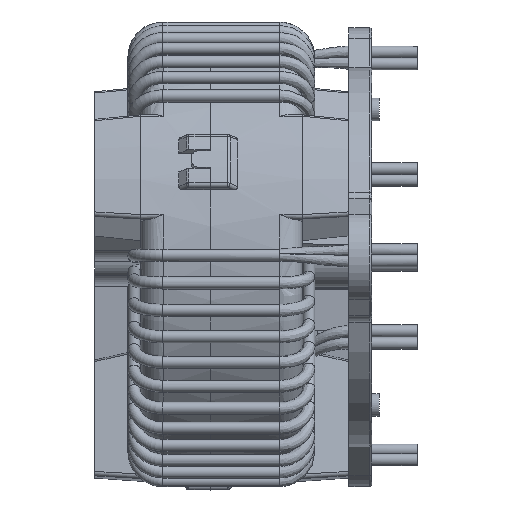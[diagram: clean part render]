
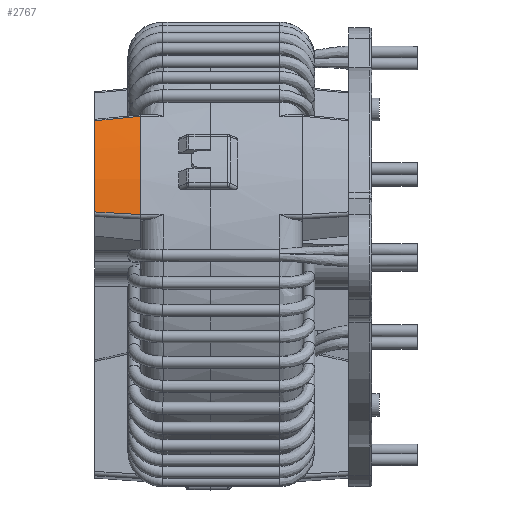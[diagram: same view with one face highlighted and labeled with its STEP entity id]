
A CAD part, left-side view. The second image highlights one B-rep face of the part: STEP entity #2767.
In plain terms, the highlighted conical face has half-angle 4 degrees and reference radius 29.34 mm.
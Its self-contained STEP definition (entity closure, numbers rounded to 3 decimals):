
#2767 = ADVANCED_FACE( '', ( #5797 ), #5798, .T. );
#5797 = FACE_OUTER_BOUND( '', #14862, .T. );
#5798 = CONICAL_SURFACE( '', #14863, 29.34, 0.07 );
#14862 = EDGE_LOOP( '', ( #24711, #24712, #24713, #24714 ) );
#14863 = AXIS2_PLACEMENT_3D( '', #24715, #24716, #24717 );
#24711 = ORIENTED_EDGE( '', *, *, #27118, .F. );
#24712 = ORIENTED_EDGE( '', *, *, #27017, .F. );
#24713 = ORIENTED_EDGE( '', *, *, #27961, .T. );
#24714 = ORIENTED_EDGE( '', *, *, #27603, .F. );
#24715 = CARTESIAN_POINT( '', ( 0., -3., 0. ) );
#24716 = DIRECTION( '', ( 0., 1., 0. ) );
#24717 = DIRECTION( '', ( 1., 0., 0. ) );
#27017 = EDGE_CURVE( '', #30921, #30922, #30923, .T. );
#27118 = EDGE_CURVE( '', #30922, #31081, #31097, .T. );
#27603 = EDGE_CURVE( '', #31081, #31926, #31927, .T. );
#27961 = EDGE_CURVE( '', #30921, #31926, #32504, .T. );
#30921 = VERTEX_POINT( '', #36921 );
#30922 = VERTEX_POINT( '', #36922 );
#30923 = B_SPLINE_CURVE_WITH_KNOTS( '', 3, ( #36923, #36924, #36925, #36926, #36927, #36928, #36929 ), .UNSPECIFIED., .F., .F., ( 4, 1, 1, 1, 4 ), ( 0., 0.25, 0.5, 0.754, 1. ), .UNSPECIFIED. );
#31081 = VERTEX_POINT( '', #37211 );
#31097 = CIRCLE( '', #37232, 29.55 );
#31926 = VERTEX_POINT( '', #38519 );
#31927 = B_SPLINE_CURVE_WITH_KNOTS( '', 3, ( #38520, #38521, #38522, #38523, #38524, #38525, #38526 ), .UNSPECIFIED., .F., .F., ( 4, 1, 1, 1, 4 ), ( 0., 0.246, 0.5, 0.75, 1. ), .UNSPECIFIED. );
#32504 = CIRCLE( '', #39432, 29.13 );
#36921 = CARTESIAN_POINT( '', ( -8.438, -6., -27.882 ) );
#36922 = CARTESIAN_POINT( '', ( -8.138, 0., -28.407 ) );
#36923 = CARTESIAN_POINT( '', ( -8.438, -6., -27.882 ) );
#36924 = CARTESIAN_POINT( '', ( -8.413, -5.5, -27.926 ) );
#36925 = CARTESIAN_POINT( '', ( -8.362, -4.499, -28.014 ) );
#36926 = CARTESIAN_POINT( '', ( -8.287, -2.99, -28.146 ) );
#36927 = CARTESIAN_POINT( '', ( -8.214, -1.49, -28.277 ) );
#36928 = CARTESIAN_POINT( '', ( -8.163, -0.491, -28.364 ) );
#36929 = CARTESIAN_POINT( '', ( -8.138, 0., -28.408 ) );
#37211 = CARTESIAN_POINT( '', ( -20.533, 0., -21.251 ) );
#37232 = AXIS2_PLACEMENT_3D( '', #44314, #44315, #44316 );
#38519 = CARTESIAN_POINT( '', ( -19.927, -6., -21.249 ) );
#38520 = CARTESIAN_POINT( '', ( -20.533, 0., -21.251 ) );
#38521 = CARTESIAN_POINT( '', ( -20.483, -0.491, -21.251 ) );
#38522 = CARTESIAN_POINT( '', ( -20.381, -1.49, -21.252 ) );
#38523 = CARTESIAN_POINT( '', ( -20.231, -2.99, -21.25 ) );
#38524 = CARTESIAN_POINT( '', ( -20.08, -4.499, -21.248 ) );
#38525 = CARTESIAN_POINT( '', ( -19.978, -5.5, -21.248 ) );
#38526 = CARTESIAN_POINT( '', ( -19.927, -6., -21.249 ) );
#39432 = AXIS2_PLACEMENT_3D( '', #45461, #45462, #45463 );
#44314 = CARTESIAN_POINT( '', ( 0., 0., 0. ) );
#44315 = DIRECTION( '', ( 0., 1., 0. ) );
#44316 = DIRECTION( '', ( -0.275, 0., -0.961 ) );
#45461 = CARTESIAN_POINT( '', ( 0., -6., 0. ) );
#45462 = DIRECTION( '', ( 0., 1., 0. ) );
#45463 = DIRECTION( '', ( -0.29, 0., -0.957 ) );
